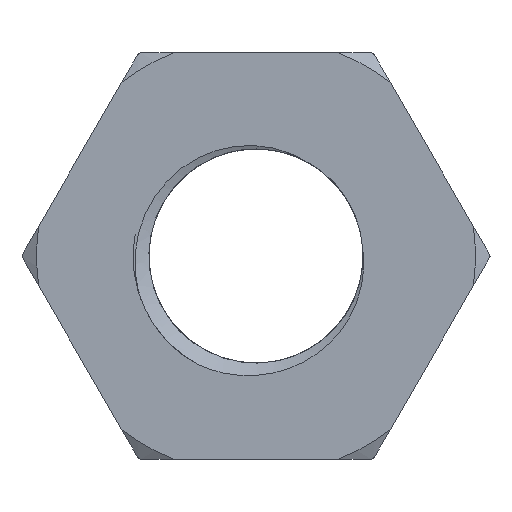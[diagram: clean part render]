
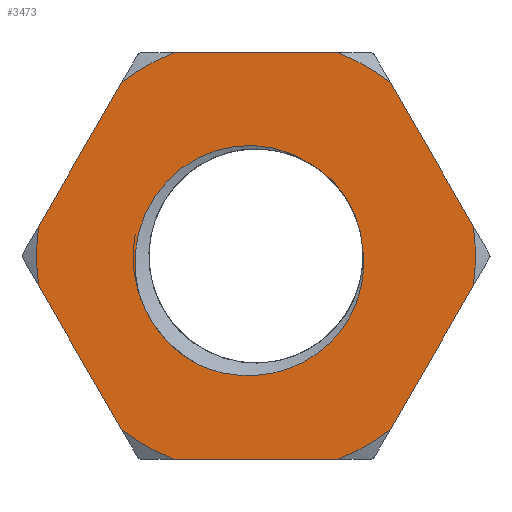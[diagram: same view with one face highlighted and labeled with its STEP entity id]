
A CAD part, left-side view. The second image highlights one B-rep face of the part: STEP entity #3473.
In plain terms, the highlighted planar face has unit normal (-1, 0, 0).
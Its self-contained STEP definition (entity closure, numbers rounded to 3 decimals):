
#121=DIRECTION('',(0.,-0.5,0.866));
#122=VECTOR('',#121,9.056);
#123=CARTESIAN_POINT('',(0.,11.877,1.629));
#124=LINE('',#123,#122);
#125=CARTESIAN_POINT('',(0.,0.,0.));
#126=DIRECTION('',(-1.,0.,0.));
#127=DIRECTION('',(0.,0.378,0.926));
#128=AXIS2_PLACEMENT_3D('',#125,#126,#127);
#130=DIRECTION('',(0.,-1.,0.));
#131=VECTOR('',#130,9.056);
#132=CARTESIAN_POINT('',(0.,4.528,11.1));
#133=LINE('',#132,#131);
#134=CARTESIAN_POINT('',(0.,0.,0.));
#135=DIRECTION('',(-1.,0.,0.));
#136=DIRECTION('',(0.,-0.613,0.79));
#137=AXIS2_PLACEMENT_3D('',#134,#135,#136);
#139=DIRECTION('',(0.,-0.5,-0.866));
#140=VECTOR('',#139,9.056);
#141=CARTESIAN_POINT('',(0.,-7.349,9.471));
#142=LINE('',#141,#140);
#143=DIRECTION('',(0.,0.5,-0.866));
#144=VECTOR('',#143,9.056);
#145=CARTESIAN_POINT('',(0.,-11.877,-1.629));
#146=LINE('',#145,#144);
#147=CARTESIAN_POINT('',(0.,0.,0.));
#148=DIRECTION('',(-1.,0.,0.));
#149=DIRECTION('',(0.,-0.378,-0.926));
#150=AXIS2_PLACEMENT_3D('',#147,#148,#149);
#152=DIRECTION('',(0.,1.,0.));
#153=VECTOR('',#152,9.056);
#154=CARTESIAN_POINT('',(0.,-4.528,-11.1));
#155=LINE('',#154,#153);
#156=CARTESIAN_POINT('',(0.,0.,0.));
#157=DIRECTION('',(-1.,0.,0.));
#158=DIRECTION('',(0.,0.613,-0.79));
#159=AXIS2_PLACEMENT_3D('',#156,#157,#158);
#161=DIRECTION('',(0.,0.5,0.866));
#162=VECTOR('',#161,9.056);
#163=CARTESIAN_POINT('',(0.,7.349,-9.471));
#164=LINE('',#163,#162);
#165=CARTESIAN_POINT('',(0.,0.,0.));
#166=DIRECTION('',(1.,0.,0.));
#167=DIRECTION('',(0.,-0.457,0.889));
#168=AXIS2_PLACEMENT_3D('',#165,#166,#167);
#170=CARTESIAN_POINT('',(0.,6.419,-1.998));
#171=CARTESIAN_POINT('',(0.,6.505,-1.655));
#172=CARTESIAN_POINT('',(0.,6.621,-0.966));
#173=CARTESIAN_POINT('',(0.,6.633,0.075));
#174=CARTESIAN_POINT('',(0.,6.481,1.108));
#175=CARTESIAN_POINT('',(0.,6.173,2.087));
#176=CARTESIAN_POINT('',(0.,5.716,3.005));
#177=CARTESIAN_POINT('',(0.,5.122,3.834));
#178=CARTESIAN_POINT('',(0.,4.414,4.551));
#179=CARTESIAN_POINT('',(0.,3.6,5.146));
#180=CARTESIAN_POINT('',(0.,2.718,5.596));
#181=CARTESIAN_POINT('',(0.,1.779,5.899));
#182=CARTESIAN_POINT('',(0.,0.808,6.049));
#183=CARTESIAN_POINT('',(0.,-0.18,6.04));
#184=CARTESIAN_POINT('',(0.,-1.139,5.871));
#185=CARTESIAN_POINT('',(0.,-1.982,5.578));
#186=CARTESIAN_POINT('',(0.,-2.455,5.334));
#187=CARTESIAN_POINT('',(0.,-2.674,5.203));
#189=CARTESIAN_POINT('',(0.,3.161,-5.939));
#190=CARTESIAN_POINT('',(0.,3.411,-5.806));
#191=CARTESIAN_POINT('',(0.,3.888,-5.511));
#192=CARTESIAN_POINT('',(0.,4.539,-4.987));
#193=CARTESIAN_POINT('',(0.,5.114,-4.394));
#194=CARTESIAN_POINT('',(0.,5.628,-3.716));
#195=CARTESIAN_POINT('',(0.,6.076,-2.93));
#196=CARTESIAN_POINT('',(0.,6.318,-2.324));
#197=CARTESIAN_POINT('',(0.,6.419,-1.998));
#199=CARTESIAN_POINT('',(0.,-5.839,0.354));
#200=CARTESIAN_POINT('',(0.,-5.876,0.075));
#201=CARTESIAN_POINT('',(0.,-5.909,-0.487));
#202=CARTESIAN_POINT('',(0.,-5.837,-1.342));
#203=CARTESIAN_POINT('',(0.,-5.635,-2.208));
#204=CARTESIAN_POINT('',(0.,-5.289,-3.075));
#205=CARTESIAN_POINT('',(0.,-4.793,-3.907));
#206=CARTESIAN_POINT('',(0.,-4.174,-4.649));
#207=CARTESIAN_POINT('',(0.,-3.446,-5.288));
#208=CARTESIAN_POINT('',(0.,-2.625,-5.809));
#209=CARTESIAN_POINT('',(0.,-1.73,-6.202));
#210=CARTESIAN_POINT('',(0.,-0.766,-6.457));
#211=CARTESIAN_POINT('',(0.,0.219,-6.561));
#212=CARTESIAN_POINT('',(0.,1.227,-6.514));
#213=CARTESIAN_POINT('',(0.,2.215,-6.314));
#214=CARTESIAN_POINT('',(0.,2.849,-6.081));
#215=CARTESIAN_POINT('',(0.,3.161,-5.939));
#231=CARTESIAN_POINT('',(0.,0.,0.));
#232=DIRECTION('',(-1.,0.,0.));
#233=DIRECTION('',(0.,0.991,0.136));
#234=AXIS2_PLACEMENT_3D('',#231,#232,#233);
#257=CARTESIAN_POINT('',(0.,0.,0.));
#258=DIRECTION('',(-1.,0.,0.));
#259=DIRECTION('',(0.,-0.991,-0.136));
#260=AXIS2_PLACEMENT_3D('',#257,#258,#259);
#3240=CARTESIAN_POINT('',(0.,7.349,-9.471));
#3241=CARTESIAN_POINT('',(0.,4.528,-11.1));
#3242=VERTEX_POINT('',#3240);
#3243=VERTEX_POINT('',#3241);
#3244=CARTESIAN_POINT('',(0.,-4.528,-11.1));
#3245=CARTESIAN_POINT('',(0.,-7.349,-9.471));
#3246=VERTEX_POINT('',#3244);
#3247=VERTEX_POINT('',#3245);
#3248=CARTESIAN_POINT('',(0.,-7.349,9.471));
#3249=CARTESIAN_POINT('',(0.,-4.528,11.1));
#3250=VERTEX_POINT('',#3248);
#3251=VERTEX_POINT('',#3249);
#3252=CARTESIAN_POINT('',(0.,4.528,11.1));
#3253=CARTESIAN_POINT('',(0.,7.349,9.471));
#3254=VERTEX_POINT('',#3252);
#3255=VERTEX_POINT('',#3253);
#3272=CARTESIAN_POINT('',(0.,11.877,-1.629));
#3273=VERTEX_POINT('',#3272);
#3274=CARTESIAN_POINT('',(0.,11.877,1.629));
#3275=VERTEX_POINT('',#3274);
#3276=CARTESIAN_POINT('',(0.,-11.877,1.629));
#3277=VERTEX_POINT('',#3276);
#3278=CARTESIAN_POINT('',(0.,-11.877,-1.629));
#3279=VERTEX_POINT('',#3278);
#3322=VERTEX_POINT('',#189);
#3323=VERTEX_POINT('',#197);
#3409=CARTESIAN_POINT('',(0.,-2.674,5.203));
#3410=CARTESIAN_POINT('',(0.,-5.839,0.354));
#3411=VERTEX_POINT('',#3409);
#3412=VERTEX_POINT('',#3410);
#3432=CARTESIAN_POINT('',(0.,0.,0.));
#3433=DIRECTION('',(1.,0.,0.));
#3434=DIRECTION('',(0.,0.,-1.));
#3435=AXIS2_PLACEMENT_3D('',#3432,#3433,#3434);
#3436=PLANE('',#3435);
#3438=ORIENTED_EDGE('',*,*,#3437,.F.);
#3440=ORIENTED_EDGE('',*,*,#3439,.T.);
#3442=ORIENTED_EDGE('',*,*,#3441,.F.);
#3444=ORIENTED_EDGE('',*,*,#3443,.T.);
#3446=ORIENTED_EDGE('',*,*,#3445,.F.);
#3448=ORIENTED_EDGE('',*,*,#3447,.T.);
#3450=ORIENTED_EDGE('',*,*,#3449,.F.);
#3452=ORIENTED_EDGE('',*,*,#3451,.T.);
#3454=ORIENTED_EDGE('',*,*,#3453,.F.);
#3456=ORIENTED_EDGE('',*,*,#3455,.T.);
#3458=ORIENTED_EDGE('',*,*,#3457,.F.);
#3460=ORIENTED_EDGE('',*,*,#3459,.T.);
#3461=EDGE_LOOP('',(#3438,#3440,#3442,#3444,#3446,#3448,#3450,#3452,#3454,#3456,
#3458,#3460));
#3462=FACE_OUTER_BOUND('',#3461,.F.);
#3464=ORIENTED_EDGE('',*,*,#3463,.F.);
#3466=ORIENTED_EDGE('',*,*,#3465,.F.);
#3468=ORIENTED_EDGE('',*,*,#3467,.F.);
#3470=ORIENTED_EDGE('',*,*,#3469,.F.);
#3471=EDGE_LOOP('',(#3464,#3466,#3468,#3470));
#3472=FACE_BOUND('',#3471,.F.);
#129=CIRCLE('',#128,11.988);
#138=CIRCLE('',#137,11.988);
#151=CIRCLE('',#150,11.988);
#160=CIRCLE('',#159,11.988);
#169=CIRCLE('',#168,5.85);
#188=B_SPLINE_CURVE_WITH_KNOTS('',3,(#170,#171,#172,#173,#174,#175,#176,#177,
#178,#179,#180,#181,#182,#183,#184,#185,#186,#187),.UNSPECIFIED.,.F.,.F.,(4,1,1,
1,1,1,1,1,1,1,1,1,1,1,1,4),(0.,0.067,0.133,0.2,
0.267,0.333,0.4,0.467,0.533,
0.6,0.667,0.733,0.8,0.867,
0.933,1.),.UNSPECIFIED.);
#198=B_SPLINE_CURVE_WITH_KNOTS('',3,(#189,#190,#191,#192,#193,#194,#195,#196,
#197),.UNSPECIFIED.,.F.,.F.,(4,1,1,1,1,1,4),(0.,0.167,
0.333,0.5,0.667,0.833,1.),
.UNSPECIFIED.);
#216=B_SPLINE_CURVE_WITH_KNOTS('',3,(#199,#200,#201,#202,#203,#204,#205,#206,
#207,#208,#209,#210,#211,#212,#213,#214,#215),.UNSPECIFIED.,.F.,.F.,(4,1,1,1,1,
1,1,1,1,1,1,1,1,1,4),(0.,0.071,0.143,
0.214,0.286,0.357,0.429,0.5,
0.571,0.643,0.714,0.786,
0.857,0.929,1.),.UNSPECIFIED.);
#235=CIRCLE('',#234,11.988);
#261=CIRCLE('',#260,11.988);
#3437=EDGE_CURVE('',#3275,#3273,#235,.T.);
#3439=EDGE_CURVE('',#3275,#3255,#124,.T.);
#3441=EDGE_CURVE('',#3254,#3255,#129,.T.);
#3443=EDGE_CURVE('',#3254,#3251,#133,.T.);
#3445=EDGE_CURVE('',#3250,#3251,#138,.T.);
#3447=EDGE_CURVE('',#3250,#3277,#142,.T.);
#3449=EDGE_CURVE('',#3279,#3277,#261,.T.);
#3451=EDGE_CURVE('',#3279,#3247,#146,.T.);
#3453=EDGE_CURVE('',#3246,#3247,#151,.T.);
#3455=EDGE_CURVE('',#3246,#3243,#155,.T.);
#3457=EDGE_CURVE('',#3242,#3243,#160,.T.);
#3459=EDGE_CURVE('',#3242,#3273,#164,.T.);
#3463=EDGE_CURVE('',#3411,#3412,#169,.T.);
#3465=EDGE_CURVE('',#3323,#3411,#188,.T.);
#3467=EDGE_CURVE('',#3322,#3323,#198,.T.);
#3469=EDGE_CURVE('',#3412,#3322,#216,.T.);
#3473=ADVANCED_FACE('',(#3462,#3472),#3436,.F.);
